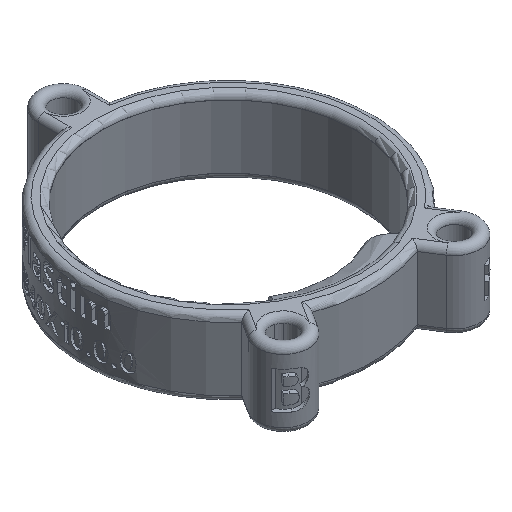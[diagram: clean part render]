
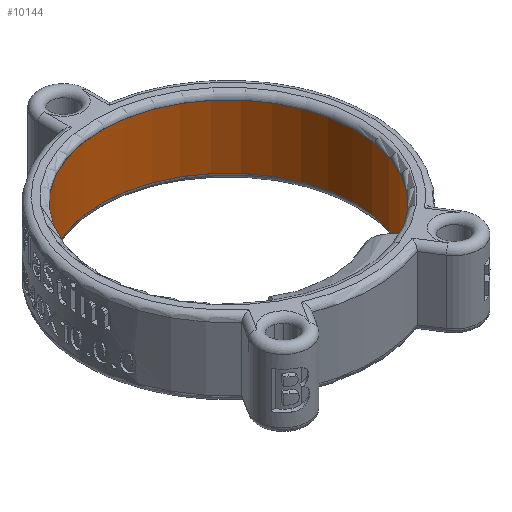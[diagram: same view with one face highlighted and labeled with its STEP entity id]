
A CAD part, isometric view. The second image highlights one B-rep face of the part: STEP entity #10144.
In plain terms, the highlighted cylindrical face has radius 20 mm (diameter 40 mm), a partial arc.
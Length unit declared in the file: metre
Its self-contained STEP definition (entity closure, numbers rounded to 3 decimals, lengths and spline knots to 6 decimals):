
#923=CYLINDRICAL_SURFACE('',#10804,0.02);
#1075=LINE('',#13788,#1784);
#1076=LINE('',#13789,#1785);
#1784=VECTOR('',#11591,1.);
#1785=VECTOR('',#11592,1.);
#2582=ORIENTED_EDGE('',*,*,#5719,.T.);
#2583=ORIENTED_EDGE('',*,*,#5740,.T.);
#2584=ORIENTED_EDGE('',*,*,#5727,.F.);
#2585=ORIENTED_EDGE('',*,*,#5741,.F.);
#5719=EDGE_CURVE('',#7308,#7307,#8345,.T.);
#5727=EDGE_CURVE('',#7314,#7316,#8349,.T.);
#5740=EDGE_CURVE('',#7307,#7316,#1075,.T.);
#5741=EDGE_CURVE('',#7308,#7314,#1076,.T.);
#7307=VERTEX_POINT('',#13745);
#7308=VERTEX_POINT('',#13747);
#7314=VERTEX_POINT('',#13761);
#7316=VERTEX_POINT('',#13764);
#8345=CIRCLE('',#10792,0.02);
#8349=CIRCLE('',#10797,0.02);
#8605=EDGE_LOOP('',(#2582,#2583,#2584,#2585));
#9265=FACE_BOUND('',#8605,.T.);
#10144=ADVANCED_FACE('',(#9265),#923,.F.);
#10792=AXIS2_PLACEMENT_3D('',#13746,#11554,#11555);
#10797=AXIS2_PLACEMENT_3D('',#13763,#11568,#11569);
#10804=AXIS2_PLACEMENT_3D('',#13787,#11589,#11590);
#11554=DIRECTION('',(0.,0.,1.));
#11555=DIRECTION('',(1.,0.,0.));
#11568=DIRECTION('',(0.,0.,1.));
#11569=DIRECTION('',(1.,0.,0.));
#11589=DIRECTION('',(0.,0.,-1.));
#11590=DIRECTION('',(-1.,0.,0.));
#11591=DIRECTION('',(0.,0.,-1.));
#11592=DIRECTION('',(0.,0.,-1.));
#13745=CARTESIAN_POINT('',(-0.010746,-0.016868,0.005));
#13746=CARTESIAN_POINT('',(0.,0.,0.005));
#13747=CARTESIAN_POINT('',(0.010746,-0.016868,0.005));
#13761=CARTESIAN_POINT('',(0.010746,-0.016868,-0.005));
#13763=CARTESIAN_POINT('',(0.,0.,-0.005));
#13764=CARTESIAN_POINT('',(-0.010746,-0.016868,-0.005));
#13787=CARTESIAN_POINT('',(0.,0.,0.005));
#13788=CARTESIAN_POINT('',(-0.010746,-0.016868,0.006002));
#13789=CARTESIAN_POINT('',(0.010746,-0.016868,0.006002));
